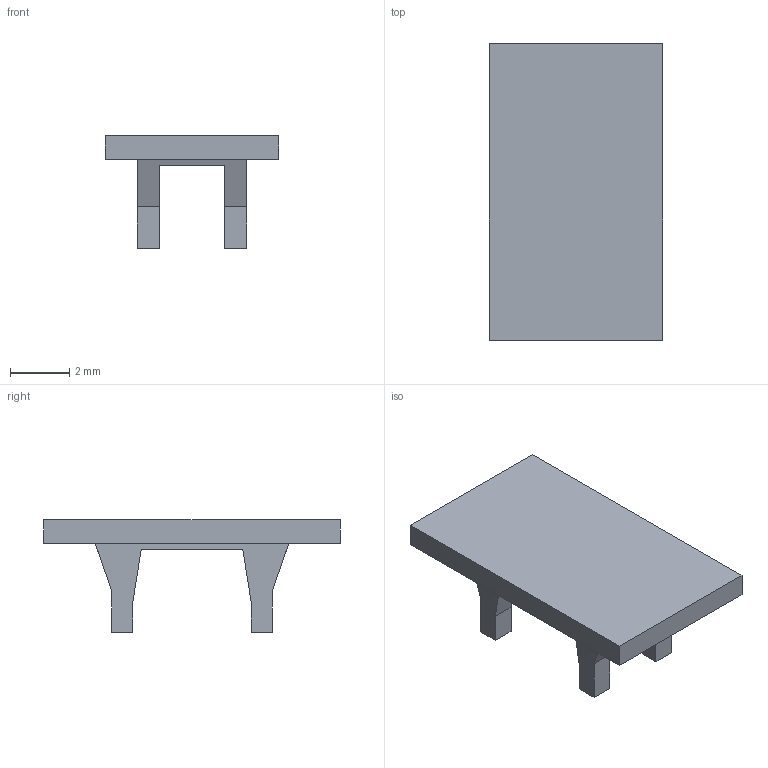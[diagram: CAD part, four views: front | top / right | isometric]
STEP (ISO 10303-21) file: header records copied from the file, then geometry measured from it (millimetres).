
FILE_DESCRIPTION(('CATIA V5R19 STEP'),'2;1');
FILE_NAME ('D1454362_0_1677220000_1677220000.stp','2015-02-25T10:42:12+00:00',('none'),('Weidmueller'),'CATIA Version 5 Release 20 SP 5 (IN-10)','CATIA V5 STEP AP214','none');
FILE_SCHEMA(('AUTOMOTIVE_DESIGN { 1 0 10303 214 1 1 1 1 }'));
Length unit declared in the file: millimetre
Products named in the file (1): MF 10/6
Bounding box: 5.85 x 10 x 3.8 mm (x, y, z)
Volume: 59.4 mm3; surface area: 181.6 mm2
Topology: 1 solids, 1 shells, 31 faces, 84 edges, 56 vertices
Faces by surface type: plane 31
Entity records: 926 total; most frequent: ORIENTED_EDGE 168, CARTESIAN_POINT 161, DIRECTION 124, VECTOR 84, EDGE_CURVE 84, LINE 84, VERTEX_POINT 56, EDGE_LOOP 32
